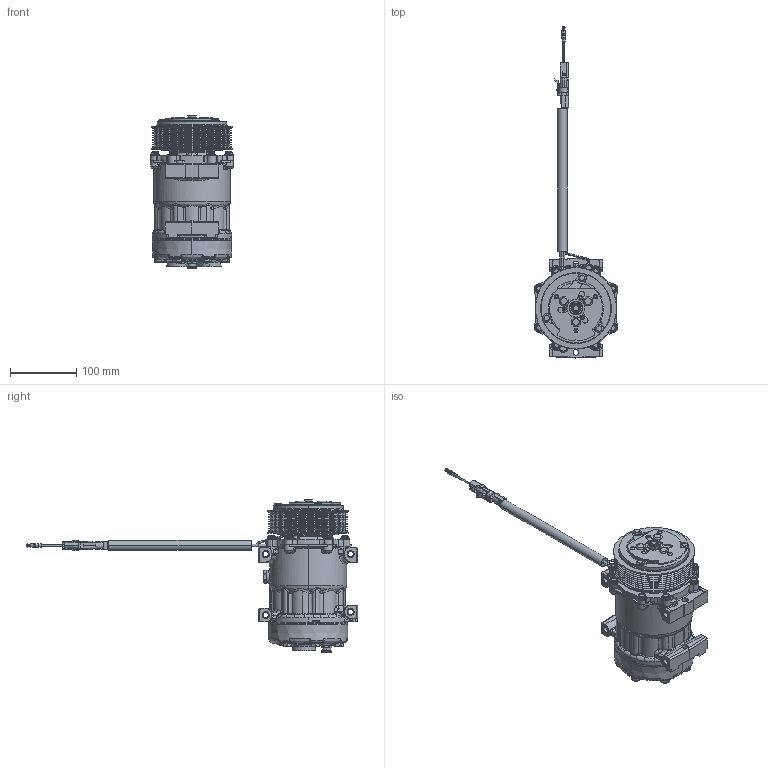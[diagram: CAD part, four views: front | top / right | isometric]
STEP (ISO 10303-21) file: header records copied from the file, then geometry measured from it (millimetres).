
FILE_DESCRIPTION (( 'STEP AP203' ), '1' );
FILE_NAME ('SANDEN_4327_REV_C_COMPR_AC.STEP', '2010-05-07T16:10:39', ( '' ), ( '' ), 'SwSTEP 2.0', 'SolidWorks 2007', '' );
FILE_SCHEMA (( 'CONFIG_CONTROL_DESIGN' ));
Products named in the file (1): SANDEN_4327_REV_C_COMPR_AC
Bounding box: 125 x 500.83 x 230.04 mm (x, y, z)
Volume: 2268875.9 mm3; surface area: 273007 mm2
Topology: 1 solids, 10 shells, 2780 faces, 6969 edges, 4227 vertices
Faces by surface type: bspline 896, plane 725, cylinder 699, cone 363, torus 97
Entity records: 173839 total; most frequent: CARTESIAN_POINT 115049, ORIENTED_EDGE 13822, DIRECTION 10220, EDGE_CURVE 6911, VERTEX_POINT 4227, AXIS2_PLACEMENT_3D 4072, EDGE_LOOP 2950, FACE_OUTER_BOUND 2780
